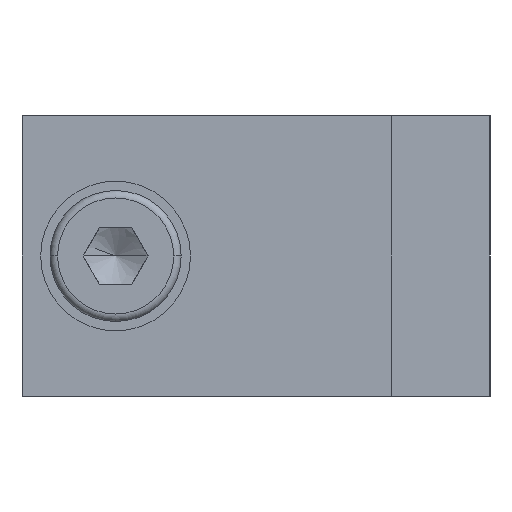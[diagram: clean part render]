
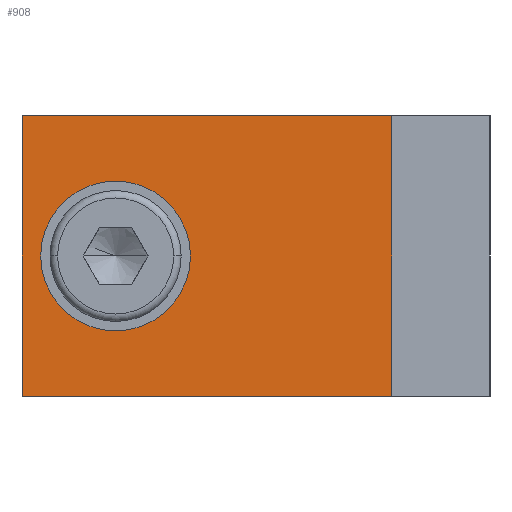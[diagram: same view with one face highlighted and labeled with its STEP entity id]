
A CAD part, left-side view. The second image highlights one B-rep face of the part: STEP entity #908.
In plain terms, the highlighted planar face has unit normal (-1, 0, 0).
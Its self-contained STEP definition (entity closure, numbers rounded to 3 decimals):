
#908=ADVANCED_FACE('',(#2471,#2472),#2473,.T.);
#966=VERTEX_POINT('',#2537);
#1502=EDGE_CURVE('',#1562,#2186,#3150,.T.);
#1512=EDGE_CURVE('',#1998,#1668,#3161,.T.);
#1562=VERTEX_POINT('',#3216);
#1572=VERTEX_POINT('',#3226);
#1668=VERTEX_POINT('',#3332);
#1716=EDGE_CURVE('',#1998,#966,#3389,.T.);
#1888=EDGE_CURVE('',#966,#1572,#3575,.T.);
#1998=VERTEX_POINT('',#3697);
#2122=EDGE_CURVE('',#2186,#1562,#3836,.T.);
#2186=VERTEX_POINT('',#3905);
#2224=EDGE_CURVE('',#1572,#1668,#3948,.T.);
#2471=FACE_BOUND('',#4225,.T.);
#2472=FACE_OUTER_BOUND('',#4226,.T.);
#2473=PLANE('',#4227);
#2537=CARTESIAN_POINT('',(-12.0,-7.25,0.0));
#3150=CIRCLE('',#5121,4.0);
#3161=LINE('',#5133,#5134);
#3216=CARTESIAN_POINT('',(-12.0,11.5,7.5));
#3226=CARTESIAN_POINT('',(-12.0,-7.25,15.0));
#3332=CARTESIAN_POINT('',(-12.0,12.5,15.0));
#3389=LINE('',#5436,#5437);
#3575=LINE('',#5698,#5699);
#3697=CARTESIAN_POINT('',(-12.0,12.5,0.0));
#3836=CIRCLE('',#6044,4.0);
#3905=CARTESIAN_POINT('',(-12.0,3.5,7.5));
#3948=LINE('',#6198,#6199);
#4225=EDGE_LOOP('',(#6557,#6558));
#4226=EDGE_LOOP('',(#6559,#6560,#6561,#6562));
#4227=AXIS2_PLACEMENT_3D('',#6563,#6564,#6565);
#5121=AXIS2_PLACEMENT_3D('',#7524,#7525,#7526);
#5133=CARTESIAN_POINT('',(-12.0,12.5,0.0));
#5134=VECTOR('',#7535,1.0);
#5436=CARTESIAN_POINT('',(-12.0,12.5,0.0));
#5437=VECTOR('',#7822,1.0);
#5698=CARTESIAN_POINT('',(-12.0,-7.25,0.0));
#5699=VECTOR('',#8047,1.0);
#6044=AXIS2_PLACEMENT_3D('',#8409,#8410,#8411);
#6198=CARTESIAN_POINT('',(-12.0,12.5,15.0));
#6199=VECTOR('',#8534,1.0);
#6557=ORIENTED_EDGE('',*,*,#1502,.T.);
#6558=ORIENTED_EDGE('',*,*,#2122,.T.);
#6559=ORIENTED_EDGE('',*,*,#2224,.T.);
#6560=ORIENTED_EDGE('',*,*,#1512,.F.);
#6561=ORIENTED_EDGE('',*,*,#1716,.T.);
#6562=ORIENTED_EDGE('',*,*,#1888,.T.);
#6563=CARTESIAN_POINT('',(-12.0,-7.25,0.0));
#6564=DIRECTION('',(-1.0,0.0,0.0));
#6565=DIRECTION('',(0.0,0.0,1.0));
#7524=CARTESIAN_POINT('',(-12.0,7.5,7.5));
#7525=DIRECTION('',(1.0,0.0,-0.0));
#7526=DIRECTION('',(0.0,1.0,0.));
#7535=DIRECTION('',(0.0,0.0,1.0));
#7822=DIRECTION('',(0.0,-1.0,0.0));
#8047=DIRECTION('',(0.0,0.0,1.0));
#8409=CARTESIAN_POINT('',(-12.0,7.5,7.5));
#8410=DIRECTION('',(1.0,0.0,-0.0));
#8411=DIRECTION('',(0.0,1.0,0.));
#8534=DIRECTION('',(0.0,1.0,0.0));
